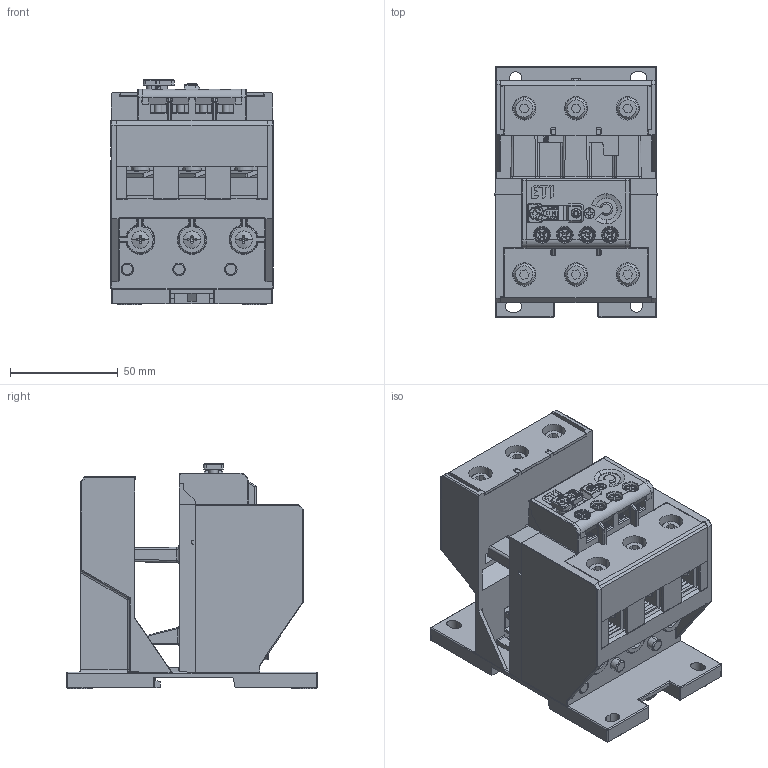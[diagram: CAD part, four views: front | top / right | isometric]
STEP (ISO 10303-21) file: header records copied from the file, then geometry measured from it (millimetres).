
FILE_DESCRIPTION((''),'2;1');
FILE_NAME('RE117_1D3_ETI_LOGO_ASM','2021-06-11T',('marketing.praksa'),('Audax d.o.o.'),'CREO PARAMETRIC BY PTC INC, 2017480','CREO PARAMETRIC BY PTC INC, 2017480','');
FILE_SCHEMA(('AUTOMOTIVE_DESIGN { 1 0 10303 214 1 1 1 1 }'));
Products named in the file (61): 1849862576_1; 1849862576_5; 1849862576_6; 1849862576_7; 1849862576_8; 1849862576_9; 1849862576_10; 1849862576_11; 1849862576_12; 1849862576_13; 1849862576_14; 1849862576_15; 1849862576_16; 1849862576_17; 1849862576_18; 1849862576_19; 1849862576_20; 1849862576_21; 1849862576_22; 1849862576_23; 1849862576_24; 1849862576_25; 1849862576_26; 1849862576_27; 1849862576_28; 1849862576_29; 1849862576_30; 1849862576_31; 1849862576_32; 1849862576_33; 1849862576_34; 1849862576_35; 1849862576_36; 1849862576_37; 1849862576_38; 1849862576_39; 1849862576_40; 1849862576_41; 1849862576_42; 1849862576_43 ...
Assembly tree (60 placements, depth 2):
  RE117_1D3_ETI_LOGO_ASM
    1849862576_1
    1849862576_5
    1849862576_6
    1849862576_7
    1849862576_8
    1849862576_9
    1849862576_10
    1849862576_11
    1849862576_12
    1849862576_13
    1849862576_14
    1849862576_15
    1849862576_16
    1849862576_17
    1849862576_18
    1849862576_19
    1849862576_20
    1849862576_21
    1849862576_22
    1849862576_23
    1849862576_24
    1849862576_25
    1849862576_26
    1849862576_27
    1849862576_28
    1849862576_29
    1849862576_30
    1849862576_31
    1849862576_32
    1849862576_33
    1849862576_34
    1849862576_35
    1849862576_36
    1849862576_37
    1849862576_38
    1849862576_39
    1849862576_40
    1849862576_41
    1849862576_42
    1849862576_43
    1849862576_44
    1849862576_45
    1849862576_46
    1849862576_47
    1849862576_48
    1849862576_49
    1849862576_50
    1849862576_51
    1849862576_52
    1849862576_53
    1849862576_54
    1849862576_55
    1849862576_56
    1849862576_57
    1849862576_58
    1849862576_59
    1849862576_60
    1849862576_61
    1849862576_62
Bounding box: 75.13 x 116.38 x 104.7 mm (x, y, z)
Volume: 397588 mm3; surface area: 169577.8 mm2
Topology: 62 solids, 67 shells, 3499 faces, 9363 edges, 6009 vertices
Faces by surface type: plane 1912, cylinder 1053, bspline 175, cone 147, torus 125, sphere 53, extrusion 34
Entity records: 178848 total; most frequent: CARTESIAN_POINT 35957, ORIENTED_EDGE 18604, DIRECTION 17287, PRESENTATION_STYLE_ASSIGNMENT 12897, STYLED_ITEM 12897, CURVE_STYLE 9336, EDGE_CURVE 9302, VERTEX_POINT 6009
